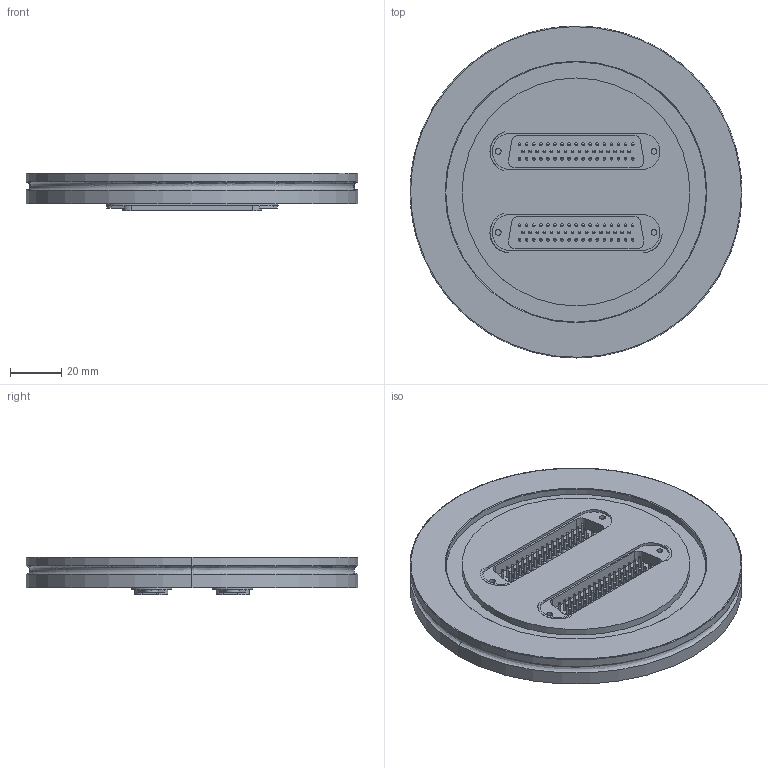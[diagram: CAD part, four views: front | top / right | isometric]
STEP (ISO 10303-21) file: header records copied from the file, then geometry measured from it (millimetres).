
FILE_DESCRIPTION (( 'STEP AP203' ), '1' );
FILE_NAME ('A1529-6-ISO.STEP', '2012-04-25T19:23:02', ( '' ), ( '' ), 'SwSTEP 2.0', 'SolidWorks 2011', '' );
FILE_SCHEMA (( 'CONFIG_CONTROL_DESIGN' ));
Length unit declared in the file: inch
Products named in the file (1): A1529-6-ISO
Bounding box: 130.05 x 130.05 x 14.71 mm (x, y, z)
Volume: 137475.2 mm3; surface area: 44333.8 mm2
Topology: 1 solids, 1 shells, 1751 faces, 3782 edges, 2452 vertices
Faces by surface type: cylinder 875, plane 470, torus 400, bspline 4, cone 2
Entity records: 49459 total; most frequent: DIRECTION 10046, CARTESIAN_POINT 8372, ORIENTED_EDGE 7564, AXIS2_PLACEMENT_3D 4518, EDGE_CURVE 3782, CIRCLE 2770, VERTEX_POINT 2452, EDGE_LOOP 2176
